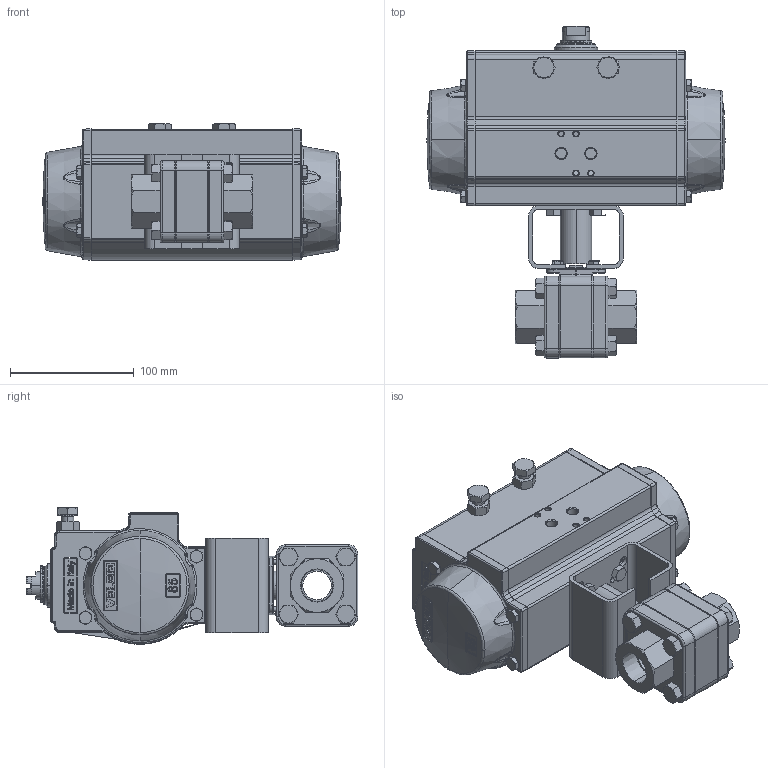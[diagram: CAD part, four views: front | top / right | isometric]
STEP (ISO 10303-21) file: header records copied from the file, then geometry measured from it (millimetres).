
FILE_DESCRIPTION (( 'STEP AP203' ), '1' );
FILE_NAME ('3000F-075-PT_UT-2.5.STEP', '2017-11-03T13:31:54', ( '' ), ( '' ), 'SwSTEP 2.0', 'SolidWorks 2014', '' );
FILE_SCHEMA (( 'CONFIG_CONTROL_DESIGN' ));
Length unit declared in the file: inch
Products named in the file (1): 3000F-075-PT_UT-2.5
Bounding box: 240.69 x 267.94 x 110.39 mm (x, y, z)
Surface area: 196869.3 mm2 (no closed solid volume)
Topology: 0 solids, 42 shells, 1456 faces, 4382 edges, 2893 vertices
Faces by surface type: plane 546, bspline 352, cone 262, cylinder 245, sphere 27, torus 24
Entity records: 71758 total; most frequent: CARTESIAN_POINT 35847, ORIENTED_EDGE 7501, DIRECTION 6657, EDGE_CURVE 4364, VERTEX_POINT 2893, AXIS2_PLACEMENT_3D 2476, LINE 1705, VECTOR 1705
